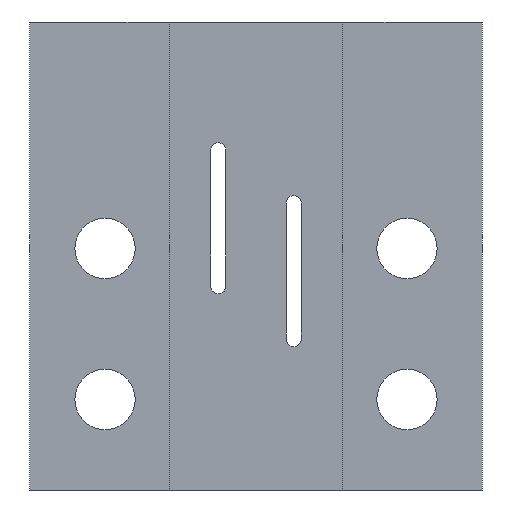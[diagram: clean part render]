
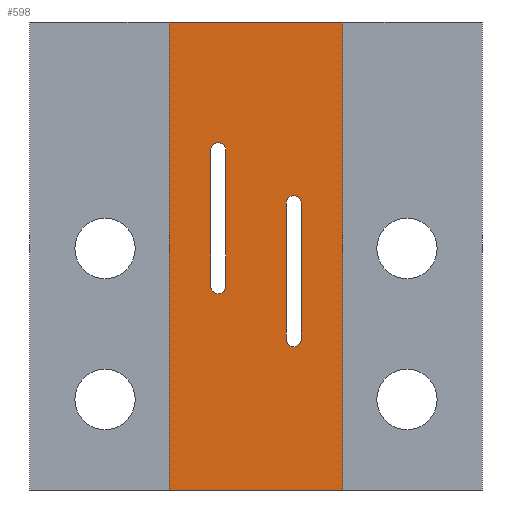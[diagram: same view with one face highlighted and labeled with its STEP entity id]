
A CAD part, front view. The second image highlights one B-rep face of the part: STEP entity #598.
In plain terms, the highlighted planar face has unit normal (0, -1, 0).
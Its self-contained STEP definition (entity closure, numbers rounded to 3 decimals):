
#265=CARTESIAN_POINT('',(-4.0,8.5,-4.0));
#266=VERTEX_POINT('',#265);
#267=CARTESIAN_POINT('',(-6.,8.5,-4.0));
#268=VERTEX_POINT('',#267);
#269=CARTESIAN_POINT('',(-5.0,8.5,-4.0));
#270=DIRECTION('',(0.0,1.0,0.0));
#271=DIRECTION('',(1.0,0.0,0.0));
#272=AXIS2_PLACEMENT_3D('',#269,#270,#271);
#273=CIRCLE('',#272,1.0);
#274=EDGE_CURVE('',#266,#268,#273,.T.);
#307=CARTESIAN_POINT('',(-6.,8.5,14.));
#308=VERTEX_POINT('',#307);
#309=CARTESIAN_POINT('',(-6.,8.5,-4.0));
#310=DIRECTION('',(0.0,0.0,1.0));
#311=VECTOR('',#310,18.);
#312=LINE('',#309,#311);
#313=EDGE_CURVE('',#268,#308,#312,.T.);
#338=CARTESIAN_POINT('',(-4.0,8.5,14.));
#339=VERTEX_POINT('',#338);
#340=CARTESIAN_POINT('',(-5.0,8.5,14.));
#341=DIRECTION('',(0.0,1.0,0.0));
#342=DIRECTION('',(-1.0,0.0,0.0));
#343=AXIS2_PLACEMENT_3D('',#340,#341,#342);
#344=CIRCLE('',#343,1.0);
#345=EDGE_CURVE('',#308,#339,#344,.T.);
#371=CARTESIAN_POINT('',(-4.0,8.5,14.));
#372=DIRECTION('',(0.0,0.0,-1.0));
#373=VECTOR('',#372,18.);
#374=LINE('',#371,#373);
#375=EDGE_CURVE('',#339,#266,#374,.T.);
#393=CARTESIAN_POINT('',(6.,8.5,-11.0));
#394=VERTEX_POINT('',#393);
#395=CARTESIAN_POINT('',(4.0,8.5,-11.0));
#396=VERTEX_POINT('',#395);
#397=CARTESIAN_POINT('',(5.0,8.5,-11.0));
#398=DIRECTION('',(0.0,1.0,0.0));
#399=DIRECTION('',(1.0,0.0,0.0));
#400=AXIS2_PLACEMENT_3D('',#397,#398,#399);
#401=CIRCLE('',#400,1.0);
#402=EDGE_CURVE('',#394,#396,#401,.T.);
#435=CARTESIAN_POINT('',(4.0,8.5,7.));
#436=VERTEX_POINT('',#435);
#437=CARTESIAN_POINT('',(4.0,8.5,-11.0));
#438=DIRECTION('',(0.0,0.0,1.0));
#439=VECTOR('',#438,18.);
#440=LINE('',#437,#439);
#441=EDGE_CURVE('',#396,#436,#440,.T.);
#466=CARTESIAN_POINT('',(6.,8.5,7.));
#467=VERTEX_POINT('',#466);
#468=CARTESIAN_POINT('',(5.0,8.5,7.));
#469=DIRECTION('',(0.0,1.0,0.0));
#470=DIRECTION('',(-1.0,0.0,0.0));
#471=AXIS2_PLACEMENT_3D('',#468,#469,#470);
#472=CIRCLE('',#471,1.0);
#473=EDGE_CURVE('',#436,#467,#472,.T.);
#499=CARTESIAN_POINT('',(6.,8.5,7.));
#500=DIRECTION('',(0.0,0.0,-1.0));
#501=VECTOR('',#500,18.);
#502=LINE('',#499,#501);
#503=EDGE_CURVE('',#467,#394,#502,.T.);
#523=CARTESIAN_POINT('',(-11.5,8.5,-31.0));
#524=VERTEX_POINT('',#523);
#531=CARTESIAN_POINT('',(-11.5,8.5,31.0));
#532=VERTEX_POINT('',#531);
#533=CARTESIAN_POINT('',(-11.5,8.5,31.0));
#534=DIRECTION('',(0.0,0.0,-1.0));
#535=VECTOR('',#534,62.0);
#536=LINE('',#533,#535);
#537=EDGE_CURVE('',#532,#524,#536,.T.);
#556=CARTESIAN_POINT('',(-11.5,8.5,31.0));
#557=DIRECTION('',(0.0,-1.0,0.0));
#558=DIRECTION('',(0.0,0.0,-1.0));
#559=AXIS2_PLACEMENT_3D('',#556,#557,#558);
#560=PLANE('',#559);
#561=CARTESIAN_POINT('',(11.5,8.5,-31.0));
#562=VERTEX_POINT('',#561);
#563=CARTESIAN_POINT('',(-11.5,8.5,-31.0));
#564=DIRECTION('',(1.0,0.0,0.0));
#565=VECTOR('',#564,23.);
#566=LINE('',#563,#565);
#567=EDGE_CURVE('',#524,#562,#566,.T.);
#568=ORIENTED_EDGE('',*,*,#567,.T.);
#569=CARTESIAN_POINT('',(11.5,8.5,31.0));
#570=VERTEX_POINT('',#569);
#571=CARTESIAN_POINT('',(11.5,8.5,31.0));
#572=DIRECTION('',(0.0,0.0,-1.0));
#573=VECTOR('',#572,62.0);
#574=LINE('',#571,#573);
#575=EDGE_CURVE('',#570,#562,#574,.T.);
#576=ORIENTED_EDGE('',*,*,#575,.F.);
#577=CARTESIAN_POINT('',(-11.5,8.5,31.0));
#578=DIRECTION('',(1.0,0.0,0.0));
#579=VECTOR('',#578,23.);
#580=LINE('',#577,#579);
#581=EDGE_CURVE('',#532,#570,#580,.T.);
#582=ORIENTED_EDGE('',*,*,#581,.F.);
#583=ORIENTED_EDGE('',*,*,#537,.T.);
#584=EDGE_LOOP('',(#568,#576,#582,#583));
#585=FACE_OUTER_BOUND('',#584,.T.);
#586=ORIENTED_EDGE('',*,*,#473,.T.);
#587=ORIENTED_EDGE('',*,*,#503,.T.);
#588=ORIENTED_EDGE('',*,*,#402,.T.);
#589=ORIENTED_EDGE('',*,*,#441,.T.);
#590=EDGE_LOOP('',(#586,#587,#588,#589));
#591=FACE_BOUND('',#590,.T.);
#592=ORIENTED_EDGE('',*,*,#345,.T.);
#593=ORIENTED_EDGE('',*,*,#375,.T.);
#594=ORIENTED_EDGE('',*,*,#274,.T.);
#595=ORIENTED_EDGE('',*,*,#313,.T.);
#596=EDGE_LOOP('',(#592,#593,#594,#595));
#597=FACE_BOUND('',#596,.T.);
#598=ADVANCED_FACE('',(#585,#591,#597),#560,.T.);
